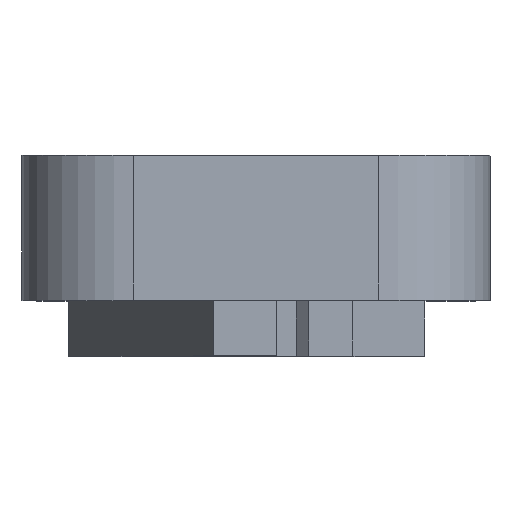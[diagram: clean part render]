
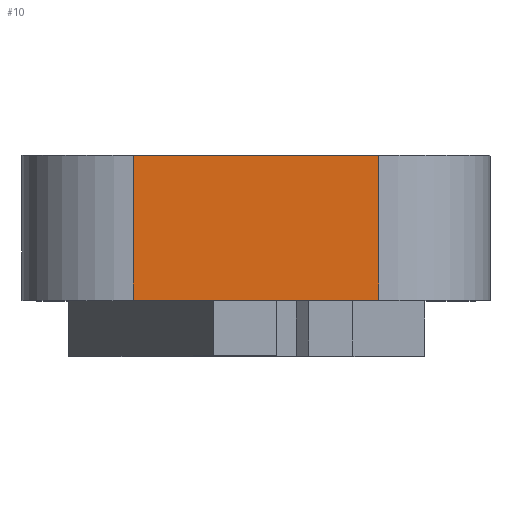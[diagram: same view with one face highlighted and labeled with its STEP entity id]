
A CAD part, top view. The second image highlights one B-rep face of the part: STEP entity #10.
In plain terms, the highlighted face is planar.
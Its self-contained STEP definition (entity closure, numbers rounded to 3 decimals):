
#10 = ADVANCED_FACE ( 'NONE', ( #360 ), #46, .F. ) ;
#46 = PLANE ( 'NONE',  #927 ) ;
#67 = CARTESIAN_POINT ( 'NONE',  ( 6.4, 10.3, 0. ) ) ;
#91 = VERTEX_POINT ( 'NONE', #839 ) ;
#146 = CARTESIAN_POINT ( 'NONE',  ( 0., 10.3, 0. ) ) ;
#172 = LINE ( 'NONE', #269, #291 ) ;
#203 = CARTESIAN_POINT ( 'NONE',  ( 2., 10.3, 2.6 ) ) ;
#207 = EDGE_CURVE ( 'NONE', #91, #366, #172, .T. ) ;
#269 = CARTESIAN_POINT ( 'NONE',  ( 6.4, 10.3, 2.6 ) ) ;
#288 = DIRECTION ( 'NONE',  ( -1., 0., 0. ) ) ;
#291 = VECTOR ( 'NONE', #416, 1000. ) ;
#298 = LINE ( 'NONE', #146, #424 ) ;
#300 = CARTESIAN_POINT ( 'NONE',  ( 2., 10.3, 0. ) ) ;
#349 = LINE ( 'NONE', #658, #814 ) ;
#350 = EDGE_CURVE ( 'NONE', #91, #811, #349, .T. ) ;
#360 = FACE_OUTER_BOUND ( 'NONE', #981, .T. ) ;
#366 = VERTEX_POINT ( 'NONE', #67 ) ;
#416 = DIRECTION ( 'NONE',  ( 0., 0., -1. ) ) ;
#424 = VECTOR ( 'NONE', #889, 1000. ) ;
#485 = ORIENTED_EDGE ( 'NONE', *, *, #571, .T. ) ;
#491 = VERTEX_POINT ( 'NONE', #300 ) ;
#571 = EDGE_CURVE ( 'NONE', #491, #811, #709, .T. ) ;
#620 = CARTESIAN_POINT ( 'NONE',  ( 2., 10.3, 2.6 ) ) ;
#637 = ORIENTED_EDGE ( 'NONE', *, *, #207, .T. ) ;
#658 = CARTESIAN_POINT ( 'NONE',  ( 0., 10.3, 2.6 ) ) ;
#661 = CARTESIAN_POINT ( 'NONE',  ( 0., 10.3, 2.6 ) ) ;
#709 = LINE ( 'NONE', #620, #764 ) ;
#718 = ORIENTED_EDGE ( 'NONE', *, *, #890, .T. ) ;
#764 = VECTOR ( 'NONE', #786, 1000. ) ;
#786 = DIRECTION ( 'NONE',  ( 0., 0., 1. ) ) ;
#811 = VERTEX_POINT ( 'NONE', #203 ) ;
#814 = VECTOR ( 'NONE', #288, 1000. ) ;
#839 = CARTESIAN_POINT ( 'NONE',  ( 6.4, 10.3, 2.6 ) ) ;
#844 = DIRECTION ( 'NONE',  ( 0., 0., -1. ) ) ;
#866 = ORIENTED_EDGE ( 'NONE', *, *, #350, .F. ) ;
#889 = DIRECTION ( 'NONE',  ( -1., 0., 0. ) ) ;
#890 = EDGE_CURVE ( 'NONE', #366, #491, #298, .T. ) ;
#902 = DIRECTION ( 'NONE',  ( 0., -1., 0. ) ) ;
#927 = AXIS2_PLACEMENT_3D ( 'NONE', #661, #902, #844 ) ;
#981 = EDGE_LOOP ( 'NONE', ( #718, #485, #866, #637 ) ) ;
